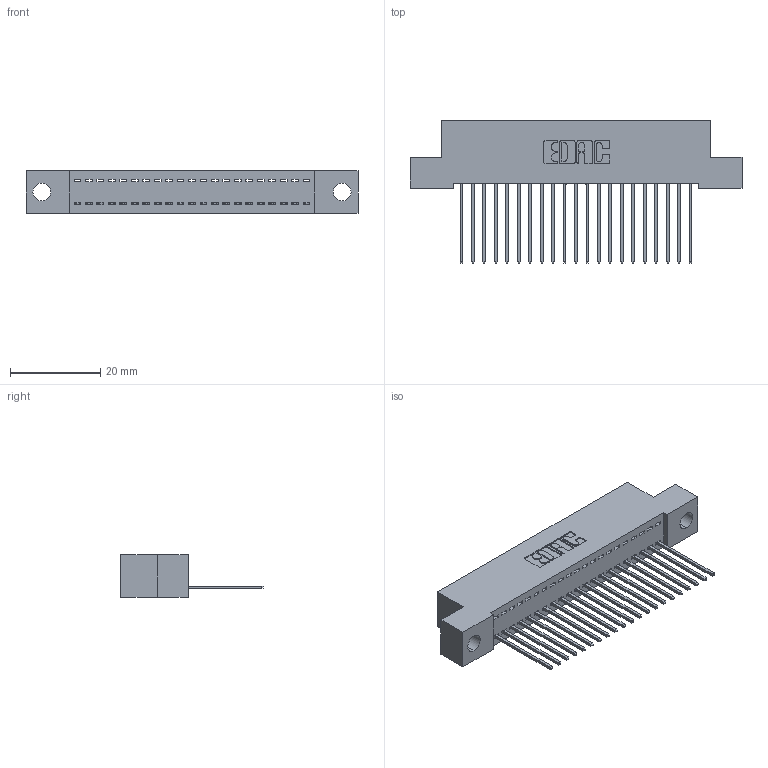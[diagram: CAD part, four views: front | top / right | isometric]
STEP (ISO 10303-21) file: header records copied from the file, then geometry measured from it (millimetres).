
FILE_DESCRIPTION (( 'STEP AP203' ), '1' );
FILE_NAME ('342-021-542-104.STEP', '2018-08-10T23:53:41', ( '' ), ( '' ), 'SwSTEP 2.0', 'SolidWorks 2016', '' );
FILE_SCHEMA (( 'CONFIG_CONTROL_DESIGN' ));
Length unit declared in the file: inch
Products named in the file (3): 342-021-542-104; 342 Part_.156 TH; 345-292-001_345-293-142
Assembly tree (22 placements, depth 2):
  342-021-542-104
    342 Part_.156 TH
    345-292-001_345-293-142  x21
Bounding box: 73.66 x 31.63 x 9.4 mm (x, y, z)
Volume: 6340.9 mm3; surface area: 9022.9 mm2
Topology: 22 solids, 22 shells, 1328 faces, 3995 edges, 2634 vertices
Faces by surface type: plane 948, cylinder 380
Entity records: 15443 total; most frequent: CARTESIAN_POINT 2673, ORIENTED_EDGE 2630, DIRECTION 2297, EDGE_CURVE 1315, LINE 1187, VECTOR 1187, VERTEX_POINT 874, AXIS2_PLACEMENT_3D 555
